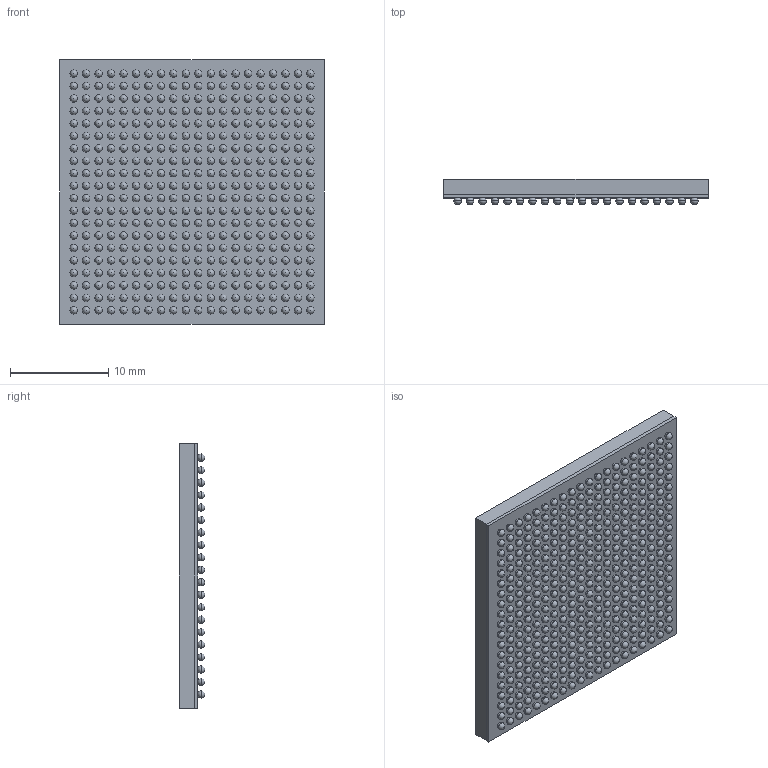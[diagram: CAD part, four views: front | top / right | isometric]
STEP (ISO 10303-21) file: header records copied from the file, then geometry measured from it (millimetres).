
FILE_DESCRIPTION (( 'STEP AP214' ), '1' );
FILE_NAME ('OSD3358-512M-BAS.STEP', '2021-06-11T12:53:53', ( '' ), ( '' ), 'SwSTEP 2.0', 'SolidWorks 2017', '' );
FILE_SCHEMA (( 'AUTOMOTIVE_DESIGN' ));
Length unit declared in the file: millimetre
Products named in the file (1): OSD3358-512M-BAS
Bounding box: 27 x 2.6 x 27 mm (x, y, z)
Volume: 1472.3 mm3; surface area: 3829.4 mm2
Topology: 403 solids, 403 shells, 1219 faces, 3236 edges, 2424 vertices
Faces by surface type: sphere 800, plane 415, cylinder 4
Entity records: 32130 total; most frequent: DIRECTION 5684, CARTESIAN_POINT 4480, ORIENTED_EDGE 3272, AXIS2_PLACEMENT_3D 2828, EDGE_CURVE 1636, VERTEX_POINT 1624, EDGE_LOOP 1620, CIRCLE 1608
